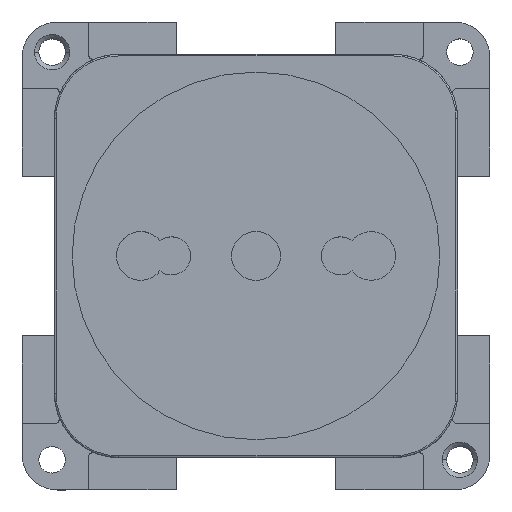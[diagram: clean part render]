
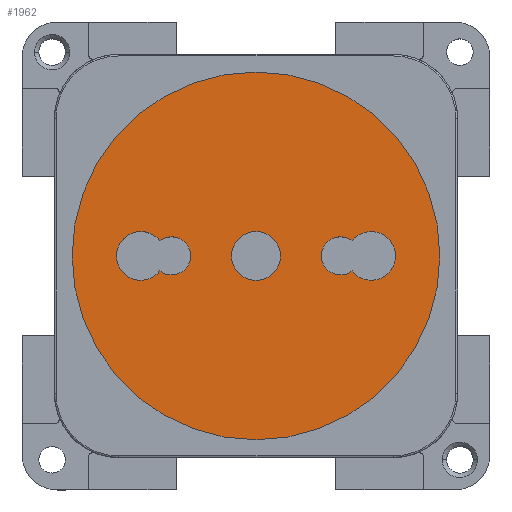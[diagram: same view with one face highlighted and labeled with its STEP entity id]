
A CAD part, top view. The second image highlights one B-rep face of the part: STEP entity #1962.
In plain terms, the highlighted planar face has unit normal (0, 0, 1).
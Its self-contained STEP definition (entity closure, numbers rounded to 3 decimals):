
#140 = ORIENTED_EDGE ( 'NONE', *, *, #6461, .T. ) ;
#213 = VERTEX_POINT ( 'NONE', #3717 ) ;
#285 = FACE_BOUND ( 'NONE', #5260, .T. ) ;
#425 = DIRECTION ( 'NONE',  ( 1., 0., 0. ) ) ;
#531 = CIRCLE ( 'NONE', #6888, 2.75 ) ;
#536 = DIRECTION ( 'NONE',  ( 1., 0., 0. ) ) ;
#602 = DIRECTION ( 'NONE',  ( 0., 0., 1. ) ) ;
#629 = EDGE_CURVE ( 'NONE', #2224, #4927, #5417, .T. ) ;
#711 = VERTEX_POINT ( 'NONE', #6737 ) ;
#739 = EDGE_CURVE ( 'NONE', #1847, #1929, #5509, .T. ) ;
#818 = DIRECTION ( 'NONE',  ( 0., 0., -1. ) ) ;
#896 = DIRECTION ( 'NONE',  ( 0., 0., 1. ) ) ;
#909 = AXIS2_PLACEMENT_3D ( 'NONE', #5719, #2134, #6341 ) ;
#1020 = VERTEX_POINT ( 'NONE', #3959 ) ;
#1283 = CIRCLE ( 'NONE', #7577, 2.15 ) ;
#1291 = CIRCLE ( 'NONE', #6091, 2.15 ) ;
#1326 = FACE_BOUND ( 'NONE', #3661, .T. ) ;
#1567 = CARTESIAN_POINT ( 'NONE',  ( -2.75, 0., 3.015 ) ) ;
#1596 = CARTESIAN_POINT ( 'NONE',  ( -9.525, 0., 3.015 ) ) ;
#1637 = EDGE_CURVE ( 'NONE', #711, #1847, #4246, .T. ) ;
#1723 = AXIS2_PLACEMENT_3D ( 'NONE', #1813, #5743, #3081 ) ;
#1741 = CARTESIAN_POINT ( 'NONE',  ( 13., 0., 3.015 ) ) ;
#1813 = CARTESIAN_POINT ( 'NONE',  ( 13., 0., 3.015 ) ) ;
#1847 = VERTEX_POINT ( 'NONE', #4681 ) ;
#1871 = PLANE ( 'NONE',  #3976 ) ;
#1929 = VERTEX_POINT ( 'NONE', #2472 ) ;
#1962 = ADVANCED_FACE ( 'NONE', ( #4318, #4513, #1326, #285 ), #1871, .T. ) ;
#2066 = CARTESIAN_POINT ( 'NONE',  ( 20.75, 0., 3.015 ) ) ;
#2119 = ORIENTED_EDGE ( 'NONE', *, *, #2570, .T. ) ;
#2134 = DIRECTION ( 'NONE',  ( 0., 0., -1. ) ) ;
#2206 = DIRECTION ( 'NONE',  ( 1., 0., 0. ) ) ;
#2224 = VERTEX_POINT ( 'NONE', #5109 ) ;
#2471 = ORIENTED_EDGE ( 'NONE', *, *, #629, .T. ) ;
#2472 = CARTESIAN_POINT ( 'NONE',  ( 10.839, -1.701, 3.015 ) ) ;
#2517 = DIRECTION ( 'NONE',  ( 1., 0., 0. ) ) ;
#2558 = CARTESIAN_POINT ( 'NONE',  ( 0., 0., 3.015 ) ) ;
#2570 = EDGE_CURVE ( 'NONE', #2771, #4727, #2878, .T. ) ;
#2771 = VERTEX_POINT ( 'NONE', #2066 ) ;
#2872 = VERTEX_POINT ( 'NONE', #1567 ) ;
#2878 = CIRCLE ( 'NONE', #4489, 20.75 ) ;
#2968 = CARTESIAN_POINT ( 'NONE',  ( 0., 0., 3.015 ) ) ;
#3007 = EDGE_LOOP ( 'NONE', ( #5186, #7275, #5770 ) ) ;
#3081 = DIRECTION ( 'NONE',  ( 1., 0., 0. ) ) ;
#3327 = DIRECTION ( 'NONE',  ( 0., 0., 1. ) ) ;
#3401 = CIRCLE ( 'NONE', #909, 2.15 ) ;
#3572 = DIRECTION ( 'NONE',  ( 1., 0., 0. ) ) ;
#3661 = EDGE_LOOP ( 'NONE', ( #7678, #140, #2471 ) ) ;
#3717 = CARTESIAN_POINT ( 'NONE',  ( -7.375, 0., 3.015 ) ) ;
#3785 = CIRCLE ( 'NONE', #4197, 2.75 ) ;
#3959 = CARTESIAN_POINT ( 'NONE',  ( 2.75, 0., 3.015 ) ) ;
#3969 = CIRCLE ( 'NONE', #6040, 20.75 ) ;
#3976 = AXIS2_PLACEMENT_3D ( 'NONE', #6876, #3327, #6298 ) ;
#4017 = DIRECTION ( 'NONE',  ( 0., 0., -1. ) ) ;
#4197 = AXIS2_PLACEMENT_3D ( 'NONE', #2968, #7198, #3572 ) ;
#4203 = CARTESIAN_POINT ( 'NONE',  ( 0., 0., 3.015 ) ) ;
#4246 = CIRCLE ( 'NONE', #1723, 2.75 ) ;
#4318 = FACE_BOUND ( 'NONE', #3007, .T. ) ;
#4332 = AXIS2_PLACEMENT_3D ( 'NONE', #7730, #7785, #536 ) ;
#4420 = CARTESIAN_POINT ( 'NONE',  ( -9.525, 0., 3.015 ) ) ;
#4489 = AXIS2_PLACEMENT_3D ( 'NONE', #2558, #896, #6845 ) ;
#4513 = FACE_OUTER_BOUND ( 'NONE', #6946, .T. ) ;
#4681 = CARTESIAN_POINT ( 'NONE',  ( 15.75, 0., 3.015 ) ) ;
#4694 = CARTESIAN_POINT ( 'NONE',  ( -20.75, 0., 3.015 ) ) ;
#4727 = VERTEX_POINT ( 'NONE', #4694 ) ;
#4798 = EDGE_CURVE ( 'NONE', #2872, #1020, #3785, .T. ) ;
#4817 = DIRECTION ( 'NONE',  ( 1., 0., 0. ) ) ;
#4927 = VERTEX_POINT ( 'NONE', #6104 ) ;
#5008 = DIRECTION ( 'NONE',  ( 1., 0., 0. ) ) ;
#5109 = CARTESIAN_POINT ( 'NONE',  ( -10.839, -1.701, 3.015 ) ) ;
#5119 = ORIENTED_EDGE ( 'NONE', *, *, #7314, .T. ) ;
#5121 = EDGE_CURVE ( 'NONE', #1020, #2872, #531, .T. ) ;
#5186 = ORIENTED_EDGE ( 'NONE', *, *, #7653, .T. ) ;
#5260 = EDGE_LOOP ( 'NONE', ( #7509, #7203 ) ) ;
#5417 = CIRCLE ( 'NONE', #4332, 2.75 ) ;
#5509 = CIRCLE ( 'NONE', #6755, 2.75 ) ;
#5719 = CARTESIAN_POINT ( 'NONE',  ( 9.525, 0., 3.015 ) ) ;
#5743 = DIRECTION ( 'NONE',  ( 0., 0., -1. ) ) ;
#5770 = ORIENTED_EDGE ( 'NONE', *, *, #739, .T. ) ;
#5798 = DIRECTION ( 'NONE',  ( 0., 0., -1. ) ) ;
#6040 = AXIS2_PLACEMENT_3D ( 'NONE', #4203, #602, #4817 ) ;
#6091 = AXIS2_PLACEMENT_3D ( 'NONE', #1596, #5798, #2206 ) ;
#6104 = CARTESIAN_POINT ( 'NONE',  ( -10.839, 1.701, 3.015 ) ) ;
#6298 = DIRECTION ( 'NONE',  ( 1., 0., 0. ) ) ;
#6341 = DIRECTION ( 'NONE',  ( 1., 0., 0. ) ) ;
#6461 = EDGE_CURVE ( 'NONE', #213, #2224, #1291, .T. ) ;
#6737 = CARTESIAN_POINT ( 'NONE',  ( 10.839, 1.701, 3.015 ) ) ;
#6755 = AXIS2_PLACEMENT_3D ( 'NONE', #1741, #7062, #2517 ) ;
#6845 = DIRECTION ( 'NONE',  ( 1., 0., 0. ) ) ;
#6876 = CARTESIAN_POINT ( 'NONE',  ( 0., 0., 3.015 ) ) ;
#6888 = AXIS2_PLACEMENT_3D ( 'NONE', #7664, #4017, #425 ) ;
#6946 = EDGE_LOOP ( 'NONE', ( #2119, #5119 ) ) ;
#6948 = EDGE_CURVE ( 'NONE', #4927, #213, #1283, .T. ) ;
#7062 = DIRECTION ( 'NONE',  ( 0., 0., -1. ) ) ;
#7198 = DIRECTION ( 'NONE',  ( 0., 0., -1. ) ) ;
#7203 = ORIENTED_EDGE ( 'NONE', *, *, #4798, .T. ) ;
#7275 = ORIENTED_EDGE ( 'NONE', *, *, #1637, .T. ) ;
#7314 = EDGE_CURVE ( 'NONE', #4727, #2771, #3969, .T. ) ;
#7509 = ORIENTED_EDGE ( 'NONE', *, *, #5121, .T. ) ;
#7577 = AXIS2_PLACEMENT_3D ( 'NONE', #4420, #818, #5008 ) ;
#7653 = EDGE_CURVE ( 'NONE', #1929, #711, #3401, .T. ) ;
#7664 = CARTESIAN_POINT ( 'NONE',  ( 0., 0., 3.015 ) ) ;
#7678 = ORIENTED_EDGE ( 'NONE', *, *, #6948, .T. ) ;
#7730 = CARTESIAN_POINT ( 'NONE',  ( -13., 0., 3.015 ) ) ;
#7785 = DIRECTION ( 'NONE',  ( 0., 0., -1. ) ) ;
